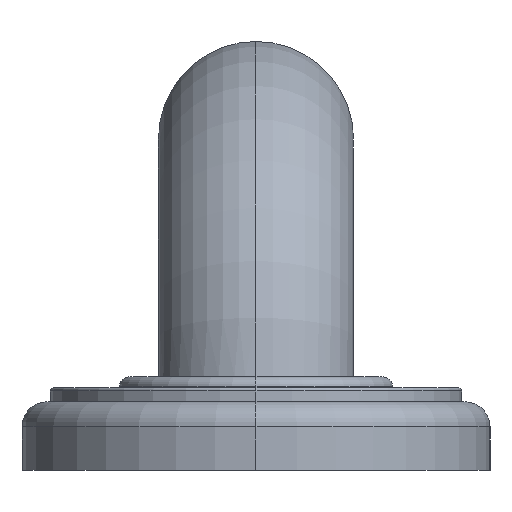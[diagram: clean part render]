
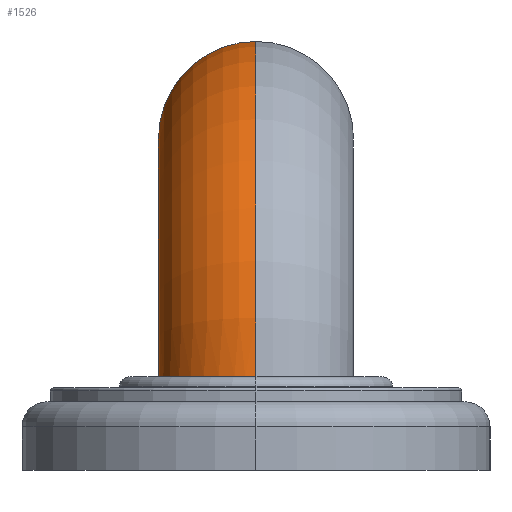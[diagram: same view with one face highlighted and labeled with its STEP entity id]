
A CAD part, left-side view. The second image highlights one B-rep face of the part: STEP entity #1526.
In plain terms, the highlighted toroidal (fillet/blend) face has major radius 41.275 mm and minor radius 15.875 mm.
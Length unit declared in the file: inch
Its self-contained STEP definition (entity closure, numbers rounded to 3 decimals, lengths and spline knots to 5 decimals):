
#391=CARTESIAN_POINT('',(-19.375,0.,0.5));
#392=DIRECTION('',(0.,1.,0.));
#393=DIRECTION('',(-0.995,0.,0.1));
#394=AXIS2_PLACEMENT_3D('',#391,#392,#393);
#396=CARTESIAN_POINT('',(-19.375,0.,2.125));
#397=DIRECTION('',(1.,0.,0.));
#398=DIRECTION('',(0.,0.,-1.));
#399=AXIS2_PLACEMENT_3D('',#396,#397,#398);
#401=CARTESIAN_POINT('',(-19.375,0.,2.125));
#402=DIRECTION('',(1.,0.,0.));
#403=DIRECTION('',(0.,1.,0.));
#404=AXIS2_PLACEMENT_3D('',#401,#402,#403);
#406=CARTESIAN_POINT('',(-20.36999,0.,0.6));
#407=CARTESIAN_POINT('',(-20.36999,0.01519,0.6));
#408=CARTESIAN_POINT('',(-20.3711,0.04548,0.6));
#409=CARTESIAN_POINT('',(-20.37609,0.09079,0.6));
#410=CARTESIAN_POINT('',(-20.38437,0.13556,0.6));
#411=CARTESIAN_POINT('',(-20.39593,0.17969,0.6));
#412=CARTESIAN_POINT('',(-20.41066,0.22282,0.6));
#413=CARTESIAN_POINT('',(-20.42855,0.26487,0.6));
#414=CARTESIAN_POINT('',(-20.44944,0.30543,0.6));
#415=CARTESIAN_POINT('',(-20.4733,0.34449,0.6));
#416=CARTESIAN_POINT('',(-20.49991,0.38164,0.6));
#417=CARTESIAN_POINT('',(-20.52925,0.41685,0.6));
#418=CARTESIAN_POINT('',(-20.56103,0.44978,0.6));
#419=CARTESIAN_POINT('',(-20.5952,0.48037,0.6));
#420=CARTESIAN_POINT('',(-20.63148,0.50836,0.6));
#421=CARTESIAN_POINT('',(-20.66974,0.53365,0.6));
#422=CARTESIAN_POINT('',(-20.70975,0.55609,0.6));
#423=CARTESIAN_POINT('',(-20.75127,0.57554,0.6));
#424=CARTESIAN_POINT('',(-20.79415,0.59193,0.6));
#425=CARTESIAN_POINT('',(-20.83804,0.60513,0.6));
#426=CARTESIAN_POINT('',(-20.88285,0.61511,0.6));
#427=CARTESIAN_POINT('',(-20.92816,0.62178,0.6));
#428=CARTESIAN_POINT('',(-20.97394,0.62514,0.6));
#429=CARTESIAN_POINT('',(-21.01972,0.62514,0.6));
#430=CARTESIAN_POINT('',(-21.06547,0.6218,0.6));
#431=CARTESIAN_POINT('',(-21.11075,0.61515,0.6));
#432=CARTESIAN_POINT('',(-21.1555,0.6052,0.6));
#433=CARTESIAN_POINT('',(-21.19931,0.59203,0.6));
#434=CARTESIAN_POINT('',(-21.2421,0.57568,0.6));
#435=CARTESIAN_POINT('',(-21.28353,0.55627,0.6));
#436=CARTESIAN_POINT('',(-21.32344,0.53389,0.6));
#437=CARTESIAN_POINT('',(-21.36161,0.50866,0.6));
#438=CARTESIAN_POINT('',(-21.3978,0.48073,0.6));
#439=CARTESIAN_POINT('',(-21.43189,0.45021,0.6));
#440=CARTESIAN_POINT('',(-21.4636,0.41734,0.6));
#441=CARTESIAN_POINT('',(-21.49288,0.38218,0.6));
#442=CARTESIAN_POINT('',(-21.51945,0.34506,0.6));
#443=CARTESIAN_POINT('',(-21.54329,0.30602,0.6));
#444=CARTESIAN_POINT('',(-21.56417,0.26544,0.6));
#445=CARTESIAN_POINT('',(-21.58206,0.22335,0.6));
#446=CARTESIAN_POINT('',(-21.5968,0.18016,0.6));
#447=CARTESIAN_POINT('',(-21.60837,0.13593,0.6));
#448=CARTESIAN_POINT('',(-21.61666,0.09105,0.6));
#449=CARTESIAN_POINT('',(-21.62167,0.04561,0.6));
#450=CARTESIAN_POINT('',(-21.62278,0.01524,0.6));
#451=CARTESIAN_POINT('',(-21.62278,0.,0.6));
#644=CARTESIAN_POINT('',(-19.375,0.,0.5));
#645=DIRECTION('',(0.,1.,0.));
#646=DIRECTION('',(-0.999,0.,0.044));
#647=AXIS2_PLACEMENT_3D('',#644,#645,#646);
#1146=CARTESIAN_POINT('',(-19.375,0.,1.5));
#1147=CARTESIAN_POINT('',(-19.375,0.625,2.125));
#1148=VERTEX_POINT('',#1146);
#1149=VERTEX_POINT('',#1147);
#1150=CARTESIAN_POINT('',(-19.375,0.,2.75));
#1152=VERTEX_POINT('',#1150);
#1164=VERTEX_POINT('',#406);
#1165=VERTEX_POINT('',#451);
#1511=CARTESIAN_POINT('',(-19.375,0.,0.5));
#1512=DIRECTION('',(0.,1.,0.));
#1513=DIRECTION('',(1.,0.,0.));
#1514=AXIS2_PLACEMENT_3D('',#1511,#1512,#1513);
#1515=TOROIDAL_SURFACE('',#1514,1.625,0.625);
#1517=ORIENTED_EDGE('',*,*,#1516,.F.);
#1519=ORIENTED_EDGE('',*,*,#1518,.T.);
#1520=ORIENTED_EDGE('',*,*,#1503,.T.);
#1521=ORIENTED_EDGE('',*,*,#1501,.T.);
#1523=ORIENTED_EDGE('',*,*,#1522,.F.);
#1524=EDGE_LOOP('',(#1517,#1519,#1520,#1521,#1523));
#1525=FACE_OUTER_BOUND('',#1524,.F.);
#1526=ADVANCED_FACE('',(#1525),#1515,.T.);
#395=CIRCLE('',#394,1.);
#400=CIRCLE('',#399,0.625);
#405=CIRCLE('',#404,0.625);
#452=B_SPLINE_CURVE_WITH_KNOTS('',3,(#406,#407,#408,#409,#410,#411,#412,#413,
#414,#415,#416,#417,#418,#419,#420,#421,#422,#423,#424,#425,#426,#427,#428,#429,
#430,#431,#432,#433,#434,#435,#436,#437,#438,#439,#440,#441,#442,#443,#444,#445,
#446,#447,#448,#449,#450,#451),.UNSPECIFIED.,.F.,.F.,(4,1,1,1,1,1,1,1,1,1,1,1,1,
1,1,1,1,1,1,1,1,1,1,1,1,1,1,1,1,1,1,1,1,1,1,1,1,1,1,1,1,1,1,4),(0.,
0.02326,0.04651,0.06977,0.09302,
0.11628,0.13953,0.16279,0.18605,
0.2093,0.23256,0.25581,0.27907,
0.30233,0.32558,0.34884,0.37209,
0.39535,0.4186,0.44186,0.46512,
0.48837,0.51163,0.53488,0.55814,
0.5814,0.60465,0.62791,0.65116,
0.67442,0.69767,0.72093,0.74419,
0.76744,0.7907,0.81395,0.83721,
0.86047,0.88372,0.90698,0.93023,
0.95349,0.97674,1.),.UNSPECIFIED.);
#648=CIRCLE('',#647,2.25);
#1501=EDGE_CURVE('',#1149,#1152,#405,.T.);
#1503=EDGE_CURVE('',#1148,#1149,#400,.T.);
#1516=EDGE_CURVE('',#1164,#1165,#452,.T.);
#1518=EDGE_CURVE('',#1164,#1148,#395,.T.);
#1522=EDGE_CURVE('',#1165,#1152,#648,.T.);
